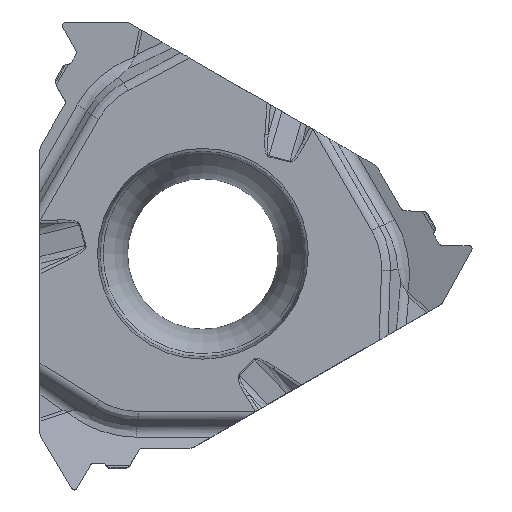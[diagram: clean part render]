
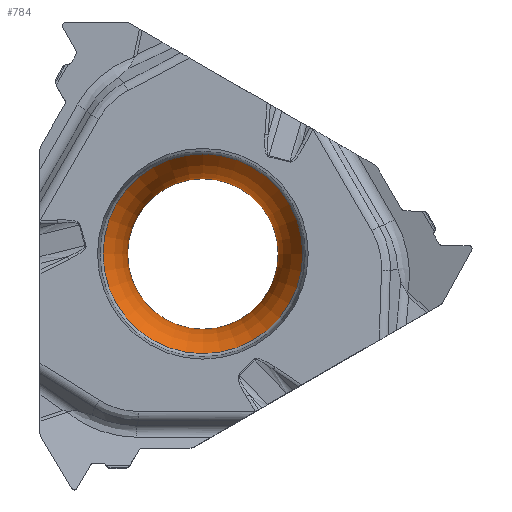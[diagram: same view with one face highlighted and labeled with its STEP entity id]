
A CAD part, top view. The second image highlights one B-rep face of the part: STEP entity #784.
In plain terms, the highlighted toroidal (fillet/blend) face has major radius 6.2 mm and minor radius 4 mm.
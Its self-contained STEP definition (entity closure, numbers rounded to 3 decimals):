
#57=TOROIDAL_SURFACE('',#2705,6.2,4.);
#784=ADVANCED_FACE('',(#926,#927),#57,.T.);
#926=FACE_BOUND('',#992,.T.);
#927=FACE_BOUND('',#993,.T.);
#992=EDGE_LOOP('',(#1364));
#993=EDGE_LOOP('',(#1365));
#1364=ORIENTED_EDGE('',*,*,#2057,.T.);
#1365=ORIENTED_EDGE('',*,*,#2292,.F.);
#1815=VERTEX_POINT('',#4026);
#1996=VERTEX_POINT('',#4606);
#2057=EDGE_CURVE('',#1815,#1815,#2428,.T.);
#2292=EDGE_CURVE('',#1996,#1996,#2465,.T.);
#2428=CIRCLE('',#2562,2.2);
#2465=CIRCLE('',#2703,2.921);
#2562=AXIS2_PLACEMENT_3D('',#4025,#2816,#2817);
#2703=AXIS2_PLACEMENT_3D('',#4605,#3233,#3234);
#2705=AXIS2_PLACEMENT_3D('',#4608,#3237,#3238);
#2816=DIRECTION('',(0.,0.,-1.));
#2817=DIRECTION('',(-0.5,-0.866,0.));
#3233=DIRECTION('',(0.,0.,-1.));
#3234=DIRECTION('',(-0.5,-0.866,0.));
#3237=DIRECTION('',(0.,0.,1.));
#3238=DIRECTION('',(-0.5,-0.866,0.));
#4025=CARTESIAN_POINT('',(0.,0.,-3.5));
#4026=CARTESIAN_POINT('',(-1.1,-1.905,-3.5));
#4605=CARTESIAN_POINT('',(0.,0.,-1.209));
#4606=CARTESIAN_POINT('',(-1.461,-2.53,-1.209));
#4608=CARTESIAN_POINT('',(0.,0.,-3.5));
